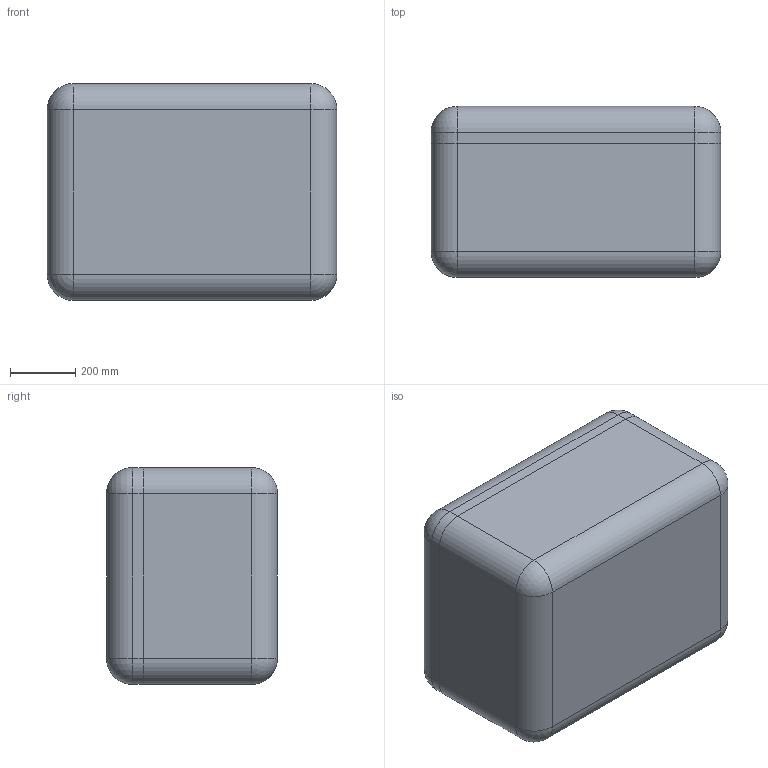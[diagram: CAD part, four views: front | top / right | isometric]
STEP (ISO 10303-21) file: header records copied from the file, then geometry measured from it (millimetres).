
FILE_DESCRIPTION (( 'STEP AP214' ), '1' );
FILE_NAME ('Ñáîðêà_Ï285Ê(óïð).STEP', '2022-11-11T14:21:43', ( '' ), ( '' ), 'SwSTEP 2.0', 'SolidWorks 2021', '' );
FILE_SCHEMA (( 'AUTOMOTIVE_DESIGN' ));
Length unit declared in the file: millimetre
Products named in the file (3): Êîðïóñ Ï285Ê; Ñáîðêà_Ï285Ê(óïð); Êðûøêà Ï285Ê
Assembly tree (2 placements, depth 2):
  Ñáîðêà_Ï285Ê(óïð)
    Êîðïóñ Ï285Ê
    Êðûøêà Ï285Ê
Bounding box: 890 x 525 x 666 mm (x, y, z)
Volume: 127762715.6 mm3; surface area: 4828473.2 mm2
Topology: 2 solids, 3 shells, 1176 faces, 3138 edges, 2008 vertices
Faces by surface type: plane 533, bspline 383, cylinder 180, torus 56, sphere 24
Entity records: 54295 total; most frequent: CARTESIAN_POINT 27863, ORIENTED_EDGE 6242, DIRECTION 4160, EDGE_CURVE 3121, VERTEX_POINT 2007, VECTOR 1746, LINE 1746, EDGE_LOOP 1274
